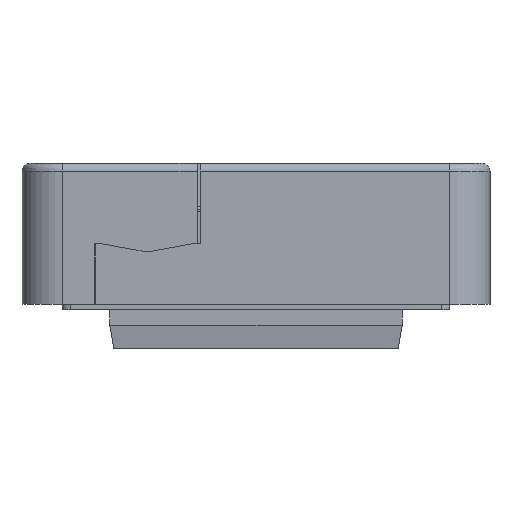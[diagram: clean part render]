
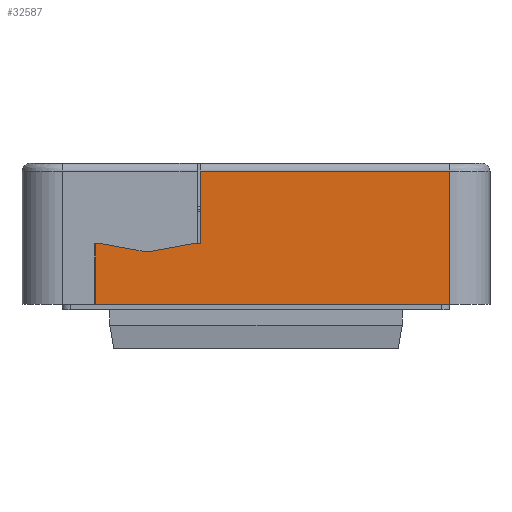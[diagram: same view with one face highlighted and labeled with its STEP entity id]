
A CAD part, left-side view. The second image highlights one B-rep face of the part: STEP entity #32587.
In plain terms, the highlighted planar face has unit normal (-1, 0, 0).
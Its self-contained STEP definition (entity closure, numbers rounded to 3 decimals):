
#568 = DIRECTION ( 'NONE',  ( 0., 0.984, -0.179 ) ) ;
#622 = CARTESIAN_POINT ( 'NONE',  ( -60.5, -29., -1.5 ) ) ;
#1691 = EDGE_LOOP ( 'NONE', ( #9136, #7663, #9409, #7593, #19230, #11653, #8223, #28376, #26506 ) ) ;
#1771 = DIRECTION ( 'NONE',  ( 0., 1., 0. ) ) ;
#3258 = CARTESIAN_POINT ( 'NONE',  ( -60.5, 19.9, -1.5 ) ) ;
#3689 = FACE_OUTER_BOUND ( 'NONE', #1691, .T. ) ;
#4317 = EDGE_CURVE ( 'NONE', #26332, #13516, #9863, .T. ) ;
#4660 = LINE ( 'NONE', #36344, #22717 ) ;
#5017 = VECTOR ( 'NONE', #5172, 1000. ) ;
#5172 = DIRECTION ( 'NONE',  ( 0., 0., -1. ) ) ;
#5442 = DIRECTION ( 'NONE',  ( 0., 1., 0. ) ) ;
#6354 = CARTESIAN_POINT ( 'NONE',  ( -60.5, 19.9, 6. ) ) ;
#7331 = VECTOR ( 'NONE', #5442, 1000. ) ;
#7593 = ORIENTED_EDGE ( 'NONE', *, *, #28435, .T. ) ;
#7663 = ORIENTED_EDGE ( 'NONE', *, *, #9141, .T. ) ;
#8223 = ORIENTED_EDGE ( 'NONE', *, *, #4317, .T. ) ;
#8530 = VECTOR ( 'NONE', #22599, 1000. ) ;
#9136 = ORIENTED_EDGE ( 'NONE', *, *, #24337, .T. ) ;
#9141 = EDGE_CURVE ( 'NONE', #12788, #29676, #4660, .T. ) ;
#9409 = ORIENTED_EDGE ( 'NONE', *, *, #23406, .T. ) ;
#9698 = VECTOR ( 'NONE', #568, 1000. ) ;
#9863 = LINE ( 'NONE', #30922, #5017 ) ;
#11653 = ORIENTED_EDGE ( 'NONE', *, *, #17882, .F. ) ;
#11975 = CARTESIAN_POINT ( 'NONE',  ( -60.5, -14.5, 15. ) ) ;
#12519 = DIRECTION ( 'NONE',  ( -1., 0., 0. ) ) ;
#12788 = VERTEX_POINT ( 'NONE', #13743 ) ;
#12851 = LINE ( 'NONE', #21098, #9698 ) ;
#13256 = VERTEX_POINT ( 'NONE', #34041 ) ;
#13261 = LINE ( 'NONE', #24958, #13431 ) ;
#13311 = DIRECTION ( 'NONE',  ( 0., 0., -1. ) ) ;
#13431 = VECTOR ( 'NONE', #36662, 1000. ) ;
#13516 = VERTEX_POINT ( 'NONE', #15793 ) ;
#13743 = CARTESIAN_POINT ( 'NONE',  ( -60.5, 19., 6. ) ) ;
#14333 = VECTOR ( 'NONE', #33280, 1000. ) ;
#15793 = CARTESIAN_POINT ( 'NONE',  ( -60.5, 6.9, 6. ) ) ;
#16204 = LINE ( 'NONE', #31522, #28777 ) ;
#16707 = CARTESIAN_POINT ( 'NONE',  ( -60.5, 8., 6. ) ) ;
#17882 = EDGE_CURVE ( 'NONE', #26332, #23834, #27512, .T. ) ;
#18272 = PLANE ( 'NONE',  #33049 ) ;
#18599 = LINE ( 'NONE', #3258, #26918 ) ;
#19230 = ORIENTED_EDGE ( 'NONE', *, *, #22722, .F. ) ;
#20047 = CARTESIAN_POINT ( 'NONE',  ( -60.5, -29., 6. ) ) ;
#20766 = DIRECTION ( 'NONE',  ( 0., 0., -1. ) ) ;
#21098 = CARTESIAN_POINT ( 'NONE',  ( -60.5, 8., 6. ) ) ;
#22599 = DIRECTION ( 'NONE',  ( 0., 0.984, 0.179 ) ) ;
#22612 = EDGE_CURVE ( 'NONE', #13516, #28538, #34637, .T. ) ;
#22711 = CARTESIAN_POINT ( 'NONE',  ( -60.5, 6.9, 15. ) ) ;
#22717 = VECTOR ( 'NONE', #1771, 1000. ) ;
#22722 = EDGE_CURVE ( 'NONE', #23834, #37234, #16204, .T. ) ;
#23406 = EDGE_CURVE ( 'NONE', #29676, #27951, #18599, .T. ) ;
#23834 = VERTEX_POINT ( 'NONE', #24499 ) ;
#24337 = EDGE_CURVE ( 'NONE', #13256, #12788, #24361, .T. ) ;
#24361 = LINE ( 'NONE', #25120, #8530 ) ;
#24499 = CARTESIAN_POINT ( 'NONE',  ( -60.5, -24., 15. ) ) ;
#24958 = CARTESIAN_POINT ( 'NONE',  ( -60.5, -29., -1.5 ) ) ;
#25120 = CARTESIAN_POINT ( 'NONE',  ( -60.5, 13.5, 5. ) ) ;
#25645 = CARTESIAN_POINT ( 'NONE',  ( -60.5, 19.9, -1.5 ) ) ;
#26332 = VERTEX_POINT ( 'NONE', #22711 ) ;
#26506 = ORIENTED_EDGE ( 'NONE', *, *, #31501, .T. ) ;
#26918 = VECTOR ( 'NONE', #33202, 1000. ) ;
#27411 = CARTESIAN_POINT ( 'NONE',  ( -60.5, -24., -1.5 ) ) ;
#27512 = LINE ( 'NONE', #11975, #14333 ) ;
#27951 = VERTEX_POINT ( 'NONE', #25645 ) ;
#28376 = ORIENTED_EDGE ( 'NONE', *, *, #22612, .T. ) ;
#28435 = EDGE_CURVE ( 'NONE', #27951, #37234, #13261, .T. ) ;
#28538 = VERTEX_POINT ( 'NONE', #16707 ) ;
#28777 = VECTOR ( 'NONE', #13311, 1000. ) ;
#29676 = VERTEX_POINT ( 'NONE', #6354 ) ;
#30922 = CARTESIAN_POINT ( 'NONE',  ( -60.5, 6.9, 11.354 ) ) ;
#31501 = EDGE_CURVE ( 'NONE', #28538, #13256, #12851, .T. ) ;
#31522 = CARTESIAN_POINT ( 'NONE',  ( -60.5, -24., -1.5 ) ) ;
#32587 = ADVANCED_FACE ( 'NONE', ( #3689 ), #18272, .T. ) ;
#33049 = AXIS2_PLACEMENT_3D ( 'NONE', #622, #12519, #20766 ) ;
#33202 = DIRECTION ( 'NONE',  ( 0., 0., -1. ) ) ;
#33280 = DIRECTION ( 'NONE',  ( 0., -1., 0. ) ) ;
#34041 = CARTESIAN_POINT ( 'NONE',  ( -60.5, 13.5, 5. ) ) ;
#34637 = LINE ( 'NONE', #20047, #7331 ) ;
#36344 = CARTESIAN_POINT ( 'NONE',  ( -60.5, 20., 6. ) ) ;
#36662 = DIRECTION ( 'NONE',  ( 0., -1., 0. ) ) ;
#37234 = VERTEX_POINT ( 'NONE', #27411 ) ;
